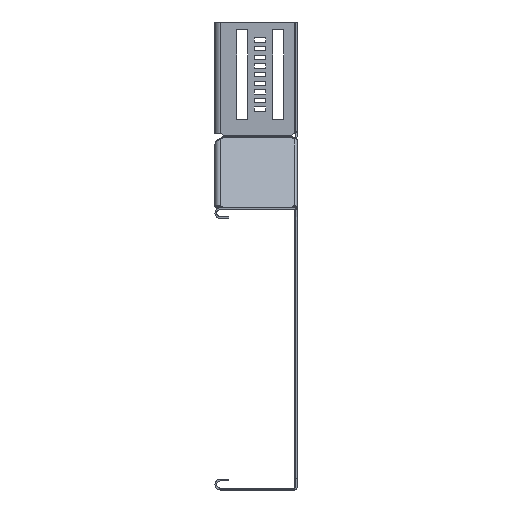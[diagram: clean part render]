
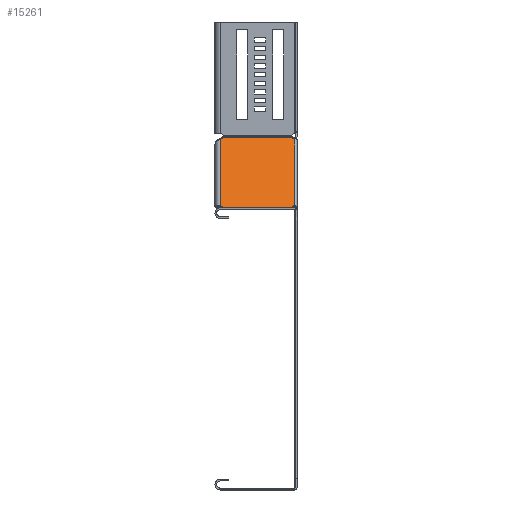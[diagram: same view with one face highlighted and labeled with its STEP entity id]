
A CAD part, left-side view. The second image highlights one B-rep face of the part: STEP entity #15261.
In plain terms, the highlighted face is planar.
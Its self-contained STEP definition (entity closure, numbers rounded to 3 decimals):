
#235 = CARTESIAN_POINT ( 'NONE',  ( -15., 52.25, -148.368 ) ) ;
#301 = DIRECTION ( 'NONE',  ( 1., 0., 0. ) ) ;
#609 = CIRCLE ( 'NONE', #3616, 2. ) ;
#959 = ORIENTED_EDGE ( 'NONE', *, *, #17593, .F. ) ;
#989 = ORIENTED_EDGE ( 'NONE', *, *, #11551, .T. ) ;
#999 = ORIENTED_EDGE ( 'NONE', *, *, #11009, .F. ) ;
#1273 = ORIENTED_EDGE ( 'NONE', *, *, #3762, .T. ) ;
#1525 = DIRECTION ( 'NONE',  ( 0., -1., 0. ) ) ;
#1540 = CARTESIAN_POINT ( 'NONE',  ( -15., 53.25, -81.659 ) ) ;
#1930 = CARTESIAN_POINT ( 'NONE',  ( -15., 0., -79.72 ) ) ;
#2223 = EDGE_CURVE ( 'NONE', #10232, #11544, #9793, .T. ) ;
#2268 = LINE ( 'NONE', #17861, #10022 ) ;
#2363 = DIRECTION ( 'NONE',  ( 1., 0., 0. ) ) ;
#2861 = CARTESIAN_POINT ( 'NONE',  ( -15., 1.75, -148.101 ) ) ;
#2935 = ORIENTED_EDGE ( 'NONE', *, *, #3931, .F. ) ;
#3373 = VERTEX_POINT ( 'NONE', #9614 ) ;
#3414 = VERTEX_POINT ( 'NONE', #4002 ) ;
#3477 = CARTESIAN_POINT ( 'NONE',  ( -15., 53.25, -147.791 ) ) ;
#3616 = AXIS2_PLACEMENT_3D ( 'NONE', #18413, #17538, #16032 ) ;
#3762 = EDGE_CURVE ( 'NONE', #15913, #8795, #9046, .T. ) ;
#3776 = CARTESIAN_POINT ( 'NONE',  ( -15., 53.25, -79.35 ) ) ;
#3796 = EDGE_LOOP ( 'NONE', ( #999, #2935, #959, #17910, #8590, #1273, #989, #13973, #3858, #14194 ) ) ;
#3858 = ORIENTED_EDGE ( 'NONE', *, *, #5143, .F. ) ;
#3931 = EDGE_CURVE ( 'NONE', #3414, #3373, #8516, .T. ) ;
#4002 = CARTESIAN_POINT ( 'NONE',  ( -15., 3.716, -149.731 ) ) ;
#4562 = DIRECTION ( 'NONE',  ( 0., -1., 0. ) ) ;
#4616 = PLANE ( 'NONE',  #17827 ) ;
#4770 = VECTOR ( 'NONE', #14792, 1000. ) ;
#4772 = VECTOR ( 'NONE', #13327, 1000. ) ;
#4796 = LINE ( 'NONE', #7316, #4772 ) ;
#5143 = EDGE_CURVE ( 'NONE', #9124, #10269, #4796, .T. ) ;
#5839 = CARTESIAN_POINT ( 'NONE',  ( -15., 1.75, -114.725 ) ) ;
#6472 = CARTESIAN_POINT ( 'NONE',  ( -15., 0., -114.725 ) ) ;
#6486 = VERTEX_POINT ( 'NONE', #11461 ) ;
#6496 = DIRECTION ( 'NONE',  ( 0., 0.866, 0.5 ) ) ;
#7259 = CARTESIAN_POINT ( 'NONE',  ( -15., 51.284, -79.72 ) ) ;
#7316 = CARTESIAN_POINT ( 'NONE',  ( -15., 53.25, -114.725 ) ) ;
#7556 = CARTESIAN_POINT ( 'NONE',  ( -15., 1.75, -150.101 ) ) ;
#7879 = EDGE_CURVE ( 'NONE', #17553, #9124, #2268, .T. ) ;
#7939 = VECTOR ( 'NONE', #9767, 1000. ) ;
#8331 = CARTESIAN_POINT ( 'NONE',  ( -15., 0., -149.731 ) ) ;
#8403 = AXIS2_PLACEMENT_3D ( 'NONE', #3776, #2363, #15034 ) ;
#8516 = LINE ( 'NONE', #8331, #18572 ) ;
#8590 = ORIENTED_EDGE ( 'NONE', *, *, #17914, .T. ) ;
#8795 = VERTEX_POINT ( 'NONE', #7259 ) ;
#8953 = EDGE_CURVE ( 'NONE', #6486, #10269, #12227, .T. ) ;
#9046 = LINE ( 'NONE', #1930, #4770 ) ;
#9124 = VERTEX_POINT ( 'NONE', #3477 ) ;
#9465 = CIRCLE ( 'NONE', #17588, 2. ) ;
#9614 = CARTESIAN_POINT ( 'NONE',  ( -15., 51.284, -149.731 ) ) ;
#9767 = DIRECTION ( 'NONE',  ( 0., 0.866, -0.5 ) ) ;
#9793 = LINE ( 'NONE', #5839, #13883 ) ;
#10022 = VECTOR ( 'NONE', #6496, 1000. ) ;
#10232 = VERTEX_POINT ( 'NONE', #2861 ) ;
#10269 = VERTEX_POINT ( 'NONE', #1540 ) ;
#10352 = AXIS2_PLACEMENT_3D ( 'NONE', #7556, #17332, #4562 ) ;
#11009 = EDGE_CURVE ( 'NONE', #3373, #17553, #609, .T. ) ;
#11461 = CARTESIAN_POINT ( 'NONE',  ( -15., 52.25, -81.082 ) ) ;
#11544 = VERTEX_POINT ( 'NONE', #12013 ) ;
#11551 = EDGE_CURVE ( 'NONE', #8795, #6486, #15607, .T. ) ;
#11553 = DIRECTION ( 'NONE',  ( 0., 1., 0. ) ) ;
#12013 = CARTESIAN_POINT ( 'NONE',  ( -15., 1.75, -81.35 ) ) ;
#12227 = LINE ( 'NONE', #17267, #7939 ) ;
#13327 = DIRECTION ( 'NONE',  ( 0., 0., 1. ) ) ;
#13883 = VECTOR ( 'NONE', #16863, 1000. ) ;
#13973 = ORIENTED_EDGE ( 'NONE', *, *, #8953, .T. ) ;
#14194 = ORIENTED_EDGE ( 'NONE', *, *, #7879, .F. ) ;
#14378 = DIRECTION ( 'NONE',  ( 1., 0., 0. ) ) ;
#14792 = DIRECTION ( 'NONE',  ( 0., 1., 0. ) ) ;
#15034 = DIRECTION ( 'NONE',  ( 0., 1., 0. ) ) ;
#15261 = ADVANCED_FACE ( 'NONE', ( #17476 ), #4616, .F. ) ;
#15607 = CIRCLE ( 'NONE', #8403, 2. ) ;
#15913 = VERTEX_POINT ( 'NONE', #17500 ) ;
#15988 = CARTESIAN_POINT ( 'NONE',  ( -15., 1.75, -79.35 ) ) ;
#16032 = DIRECTION ( 'NONE',  ( 0., 1., 0. ) ) ;
#16066 = CIRCLE ( 'NONE', #10352, 2. ) ;
#16863 = DIRECTION ( 'NONE',  ( 0., 0., 1. ) ) ;
#17267 = CARTESIAN_POINT ( 'NONE',  ( -15., 52.25, -81.082 ) ) ;
#17332 = DIRECTION ( 'NONE',  ( -1., 0., 0. ) ) ;
#17476 = FACE_OUTER_BOUND ( 'NONE', #3796, .T. ) ;
#17500 = CARTESIAN_POINT ( 'NONE',  ( -15., 3.716, -79.72 ) ) ;
#17538 = DIRECTION ( 'NONE',  ( -1., 0., 0. ) ) ;
#17553 = VERTEX_POINT ( 'NONE', #235 ) ;
#17588 = AXIS2_PLACEMENT_3D ( 'NONE', #15988, #301, #1525 ) ;
#17593 = EDGE_CURVE ( 'NONE', #10232, #3414, #16066, .T. ) ;
#17827 = AXIS2_PLACEMENT_3D ( 'NONE', #6472, #14378, #11553 ) ;
#17861 = CARTESIAN_POINT ( 'NONE',  ( -15., 52.25, -148.368 ) ) ;
#17910 = ORIENTED_EDGE ( 'NONE', *, *, #2223, .T. ) ;
#17914 = EDGE_CURVE ( 'NONE', #11544, #15913, #9465, .T. ) ;
#18413 = CARTESIAN_POINT ( 'NONE',  ( -15., 53.25, -150.101 ) ) ;
#18481 = DIRECTION ( 'NONE',  ( 0., 1., 0. ) ) ;
#18572 = VECTOR ( 'NONE', #18481, 1000. ) ;
